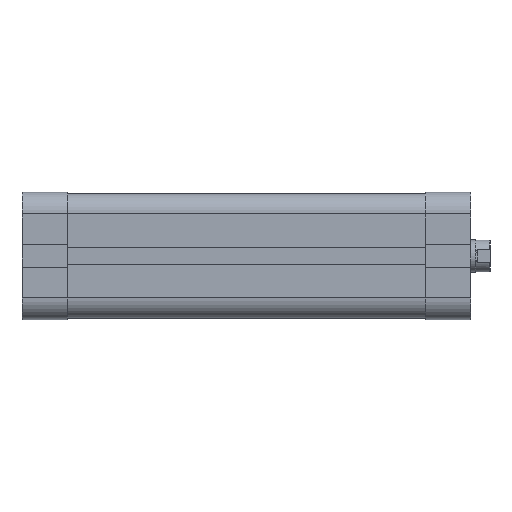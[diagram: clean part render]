
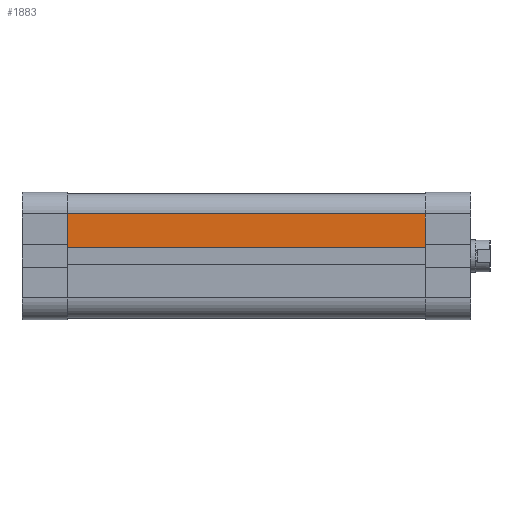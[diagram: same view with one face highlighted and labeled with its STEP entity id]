
A CAD part, top view. The second image highlights one B-rep face of the part: STEP entity #1883.
In plain terms, the highlighted face is planar.
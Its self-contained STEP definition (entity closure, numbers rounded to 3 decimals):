
#516 = FACE_OUTER_BOUND ( 'NONE', #4579, .T. ) ;
#802 = LINE ( 'NONE', #7340, #818 ) ;
#808 = LINE ( 'NONE', #7334, #814 ) ;
#814 = VECTOR ( 'NONE', #7339, 1000. ) ;
#815 = LINE ( 'NONE', #7342, #820 ) ;
#817 = LINE ( 'NONE', #7344, #822 ) ;
#818 = VECTOR ( 'NONE', #7343, 1000. ) ;
#820 = VECTOR ( 'NONE', #7346, 1000. ) ;
#822 = VECTOR ( 'NONE', #7348, 1000. ) ;
#1883 = ADVANCED_FACE ( 'NONE', ( #516 ), #6468, .T. ) ;
#2320 = AXIS2_PLACEMENT_3D ( 'NONE', #6467, #6470, #6471 ) ;
#3647 = VERTEX_POINT ( 'NONE', #6545 ) ;
#3682 = VERTEX_POINT ( 'NONE', #6571 ) ;
#3732 = VERTEX_POINT ( 'NONE', #6617 ) ;
#3842 = VERTEX_POINT ( 'NONE', #6697 ) ;
#4579 = EDGE_LOOP ( 'NONE', ( #5034, #5033, #5032, #5031 ) ) ;
#5031 = ORIENTED_EDGE ( 'NONE', *, *, #5468, .T. ) ;
#5032 = ORIENTED_EDGE ( 'NONE', *, *, #5464, .F. ) ;
#5033 = ORIENTED_EDGE ( 'NONE', *, *, #5466, .F. ) ;
#5034 = ORIENTED_EDGE ( 'NONE', *, *, #5467, .T. ) ;
#5464 = EDGE_CURVE ( 'NONE', #3842, #3682, #808, .T. ) ;
#5466 = EDGE_CURVE ( 'NONE', #3682, #3732, #802, .T. ) ;
#5467 = EDGE_CURVE ( 'NONE', #3647, #3732, #815, .T. ) ;
#5468 = EDGE_CURVE ( 'NONE', #3842, #3647, #817, .T. ) ;
#6467 = CARTESIAN_POINT ( 'NONE',  ( 6.25, 0., -111. ) ) ;
#6468 = PLANE ( 'NONE',  #2320 ) ;
#6470 = DIRECTION ( 'NONE',  ( 0., -1., 0. ) ) ;
#6471 = DIRECTION ( 'NONE',  ( 0., 0., -1. ) ) ;
#6545 = CARTESIAN_POINT ( 'NONE',  ( 16.55, 0., -111. ) ) ;
#6571 = CARTESIAN_POINT ( 'NONE',  ( 6.25, 0., 0. ) ) ;
#6617 = CARTESIAN_POINT ( 'NONE',  ( 16.55, 0., 0. ) ) ;
#6697 = CARTESIAN_POINT ( 'NONE',  ( 6.25, 0., -111. ) ) ;
#7334 = CARTESIAN_POINT ( 'NONE',  ( 6.25, 0., -111. ) ) ;
#7339 = DIRECTION ( 'NONE',  ( 0., 0., 1. ) ) ;
#7340 = CARTESIAN_POINT ( 'NONE',  ( 6.25, 0., 0. ) ) ;
#7342 = CARTESIAN_POINT ( 'NONE',  ( 16.55, 0., -111. ) ) ;
#7343 = DIRECTION ( 'NONE',  ( 1., 0., 0. ) ) ;
#7344 = CARTESIAN_POINT ( 'NONE',  ( 6.25, 0., -111. ) ) ;
#7346 = DIRECTION ( 'NONE',  ( 0., 0., 1. ) ) ;
#7348 = DIRECTION ( 'NONE',  ( 1., 0., 0. ) ) ;
